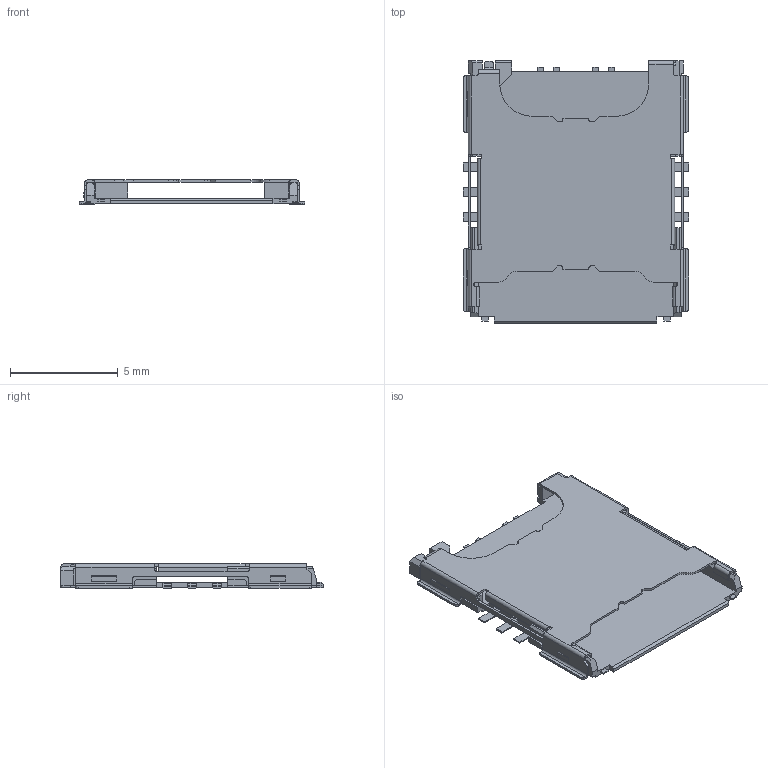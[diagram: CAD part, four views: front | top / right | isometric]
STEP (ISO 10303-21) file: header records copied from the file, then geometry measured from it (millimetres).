
FILE_DESCRIPTION(('FreeCAD Model'),'2;1');
FILE_NAME('KP13C_6S_SF_800__160309_stp_cp.step', '2020-06-27T19:17:36',('kicad StepUp'),('ksu MCAD'), 'Open CASCADE STEP processor 7.4','FreeCAD','Unknown');
FILE_SCHEMA(('AUTOMOTIVE_DESIGN { 1 0 10303 214 1 1 1 1 }'));
Length unit declared in the file: millimetre
Products named in the file (1): KP13C_6S_SF_800__160309_stp_cp
Bounding box: 10.46 x 12.15 x 1.12 mm (x, y, z)
Volume: 43.1 mm3; surface area: 449.7 mm2
Topology: 1 solids, 2 shells, 394 faces, 1156 edges, 761 vertices
Faces by surface type: plane 302, cylinder 90, cone 2
Entity records: 15780 total; most frequent: CARTESIAN_POINT 2312, ORIENTED_EDGE 2312, DIRECTION 2146, EDGE_CURVE 1156, LINE 956, VECTOR 956, VERTEX_POINT 761, AXIS2_PLACEMENT_3D 595
